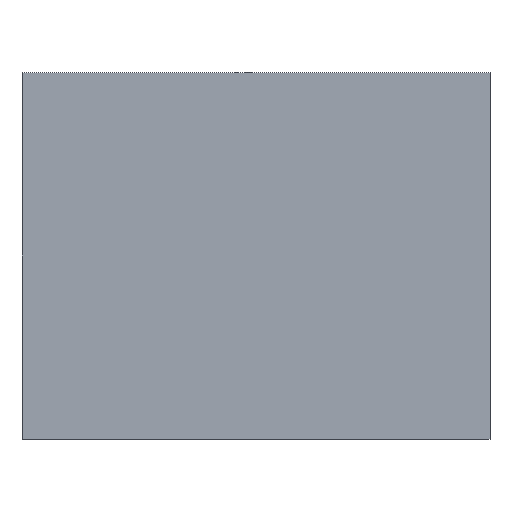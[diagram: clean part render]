
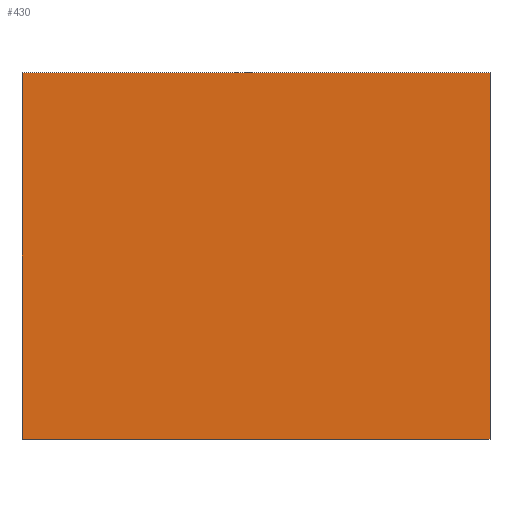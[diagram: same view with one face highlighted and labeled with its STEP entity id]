
A CAD part, front view. The second image highlights one B-rep face of the part: STEP entity #430.
In plain terms, the highlighted planar face has unit normal (0, -1, 0).
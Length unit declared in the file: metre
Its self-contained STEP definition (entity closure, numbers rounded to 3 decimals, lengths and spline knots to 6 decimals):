
#430 = ADVANCED_FACE( '', ( #925 ), #926, .F. );
#925 = FACE_OUTER_BOUND( '', #3011, .T. );
#926 = PLANE( '', #3012 );
#3011 = EDGE_LOOP( '', ( #4693, #4694, #4695, #4696 ) );
#3012 = AXIS2_PLACEMENT_3D( '', #4697, #4698, #4699 );
#4693 = ORIENTED_EDGE( '', *, *, #5362, .T. );
#4694 = ORIENTED_EDGE( '', *, *, #5580, .T. );
#4695 = ORIENTED_EDGE( '', *, *, #5581, .F. );
#4696 = ORIENTED_EDGE( '', *, *, #5277, .F. );
#4697 = CARTESIAN_POINT( '', ( 0.115, -0.02, -0.09 ) );
#4698 = DIRECTION( '', ( 0., 1., 0. ) );
#4699 = DIRECTION( '', ( 0., 0., 1. ) );
#5277 = EDGE_CURVE( '', #5883, #5884, #5885, .T. );
#5362 = EDGE_CURVE( '', #5883, #6010, #6012, .T. );
#5580 = EDGE_CURVE( '', #6010, #6313, #6314, .T. );
#5581 = EDGE_CURVE( '', #5884, #6313, #6315, .T. );
#5883 = VERTEX_POINT( '', #6758 );
#5884 = VERTEX_POINT( '', #6759 );
#5885 = LINE( '', #6760, #6761 );
#6010 = VERTEX_POINT( '', #7393 );
#6012 = LINE( '', #7396, #7397 );
#6313 = VERTEX_POINT( '', #8517 );
#6314 = LINE( '', #8518, #8519 );
#6315 = LINE( '', #8520, #8521 );
#6758 = CARTESIAN_POINT( '', ( 0., -0.02, -0.18 ) );
#6759 = CARTESIAN_POINT( '', ( 0., -0.02, 0. ) );
#6760 = CARTESIAN_POINT( '', ( 0., -0.02, -0.09 ) );
#6761 = VECTOR( '', #9167, 1. );
#7393 = CARTESIAN_POINT( '', ( 0.23, -0.02, -0.18 ) );
#7396 = CARTESIAN_POINT( '', ( 0.115, -0.02, -0.18 ) );
#7397 = VECTOR( '', #9242, 1. );
#8517 = CARTESIAN_POINT( '', ( 0.23, -0.02, 0. ) );
#8518 = CARTESIAN_POINT( '', ( 0.23, -0.02, -0.09 ) );
#8519 = VECTOR( '', #9479, 1. );
#8520 = CARTESIAN_POINT( '', ( 0.115, -0.02, 0. ) );
#8521 = VECTOR( '', #9480, 1. );
#9167 = DIRECTION( '', ( 0., 0., 1. ) );
#9242 = DIRECTION( '', ( 1., 0., 0. ) );
#9479 = DIRECTION( '', ( 0., 0., 1. ) );
#9480 = DIRECTION( '', ( 1., 0., 0. ) );
